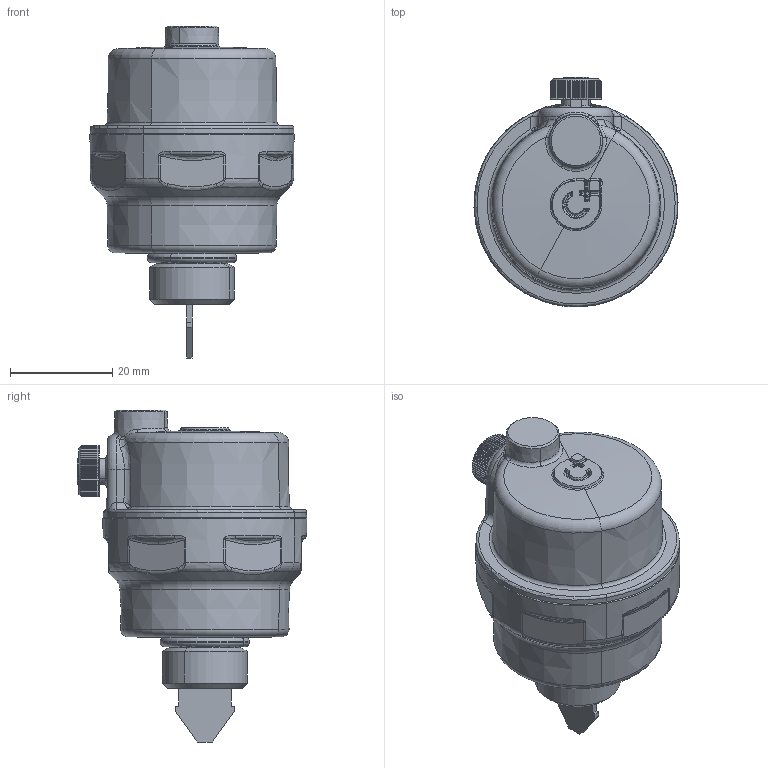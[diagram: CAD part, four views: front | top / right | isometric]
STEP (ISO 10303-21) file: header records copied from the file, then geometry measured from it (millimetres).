
FILE_DESCRIPTION(('CATIA V5 STEP Exchange','CAx-IF Rec.Pracs.--- Model Styling and Organization---1.4--- 2014-01-23','CAx-IF Rec.Pracs.---3D Tessellated Data Validation Properties---0.5---2014-09-14'),'2;1');
FILE_NAME('STEP_502430_-_TST.stp','2021-06-14T10:04:15+00:00',('none'),('none'),'CATIA Version 5-6 Release 2019 SP3','CATIA V5 STEP AP242 v1','none');
FILE_SCHEMA(('AP242_MANAGED_MODEL_BASED_3D_ENGINEERING_MIM_LF {1 0 10303 442 1 1 4}'));
Length unit declared in the file: millimetre
Products named in the file (1): 502430 - TST
Bounding box: 39.96 x 44.98 x 65 mm (x, y, z)
Volume: 42640.7 mm3; surface area: 7896.1 mm2
Topology: 1 solids, 2 shells, 592 faces, 1572 edges, 980 vertices
Faces by surface type: plane 204, cylinder 178, bspline 117, cone 48, torus 41, sphere 4
Entity records: 25746 total; most frequent: CARTESIAN_POINT 13084, ORIENTED_EDGE 3116, DIRECTION 1738, EDGE_CURVE 1558, VERTEX_POINT 980, AXIS2_PLACEMENT_3D 801, EDGE_LOOP 604, VECTOR 593
